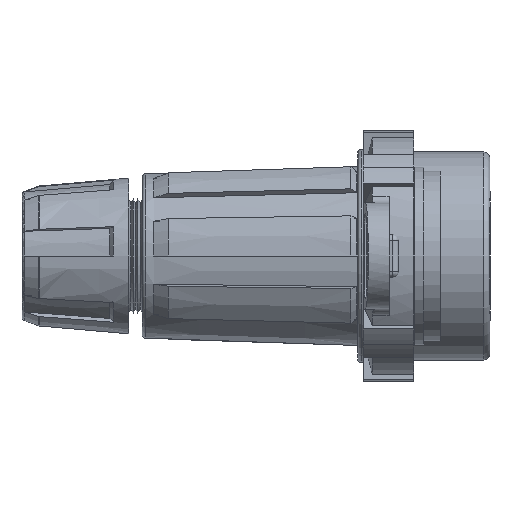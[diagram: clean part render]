
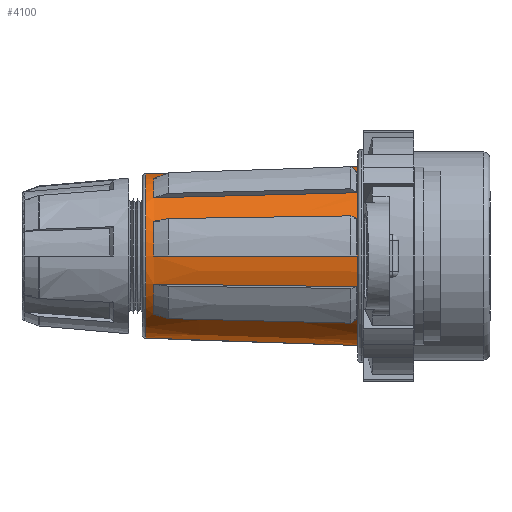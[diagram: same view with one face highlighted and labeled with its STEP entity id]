
A CAD part, left-side view. The second image highlights one B-rep face of the part: STEP entity #4100.
In plain terms, the highlighted conical face has half-angle 2 degrees and reference radius 19.939 mm.
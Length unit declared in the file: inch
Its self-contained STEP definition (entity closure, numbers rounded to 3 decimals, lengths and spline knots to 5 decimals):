
#28 = DIRECTION ( 'NONE',  ( 0., -1., 0. ) ) ;
#116 = ORIENTED_EDGE ( 'NONE', *, *, #7268, .T. ) ;
#303 = VERTEX_POINT ( 'NONE', #13487 ) ;
#525 = EDGE_CURVE ( 'NONE', #3115, #303, #6658, .T. ) ;
#839 = VERTEX_POINT ( 'NONE', #4447 ) ;
#876 = CARTESIAN_POINT ( 'NONE',  ( -0.51088, 2.95, -0.51088 ) ) ;
#951 = DIRECTION ( 'NONE',  ( 0., 1., 0. ) ) ;
#979 = EDGE_CURVE ( 'NONE', #13116, #12765, #4662, .T. ) ;
#1012 = CARTESIAN_POINT ( 'NONE',  ( -0.6548, 2.95, 0.30534 ) ) ;
#1059 = CARTESIAN_POINT ( 'NONE',  ( 0., 23.63946, 0. ) ) ;
#1177 = CARTESIAN_POINT ( 'NONE',  ( 0., 1.16829, 0. ) ) ;
#1236 = EDGE_CURVE ( 'NONE', #2597, #11121, #11626, .T. ) ;
#1401 = EDGE_CURVE ( 'NONE', #11412, #2479, #1825, .T. ) ;
#1682 = AXIS2_PLACEMENT_3D ( 'NONE', #1177, #8619, #2259 ) ;
#1743 = DIRECTION ( 'NONE',  ( 0.025, 0.999, 0.025 ) ) ;
#1757 = LINE ( 'NONE', #10115, #7397 ) ;
#1825 = CIRCLE ( 'NONE', #1682, 0.78471 ) ;
#1919 = CIRCLE ( 'NONE', #2277, 0.72249 ) ;
#2225 = VECTOR ( 'NONE', #2931, 39.37008 ) ;
#2259 = DIRECTION ( 'NONE',  ( 0.707, 0., 0.707 ) ) ;
#2277 = AXIS2_PLACEMENT_3D ( 'NONE', #6364, #28, #7441 ) ;
#2437 = ORIENTED_EDGE ( 'NONE', *, *, #1236, .F. ) ;
#2479 = VERTEX_POINT ( 'NONE', #8632 ) ;
#2597 = VERTEX_POINT ( 'NONE', #6781 ) ;
#2815 = CARTESIAN_POINT ( 'NONE',  ( -0.67892, 2.95, -0.24711 ) ) ;
#2931 = DIRECTION ( 'NONE',  ( 0.012, 0.999, -0.033 ) ) ;
#2994 = ORIENTED_EDGE ( 'NONE', *, *, #7373, .F. ) ;
#3077 = CARTESIAN_POINT ( 'NONE',  ( -0.72249, 2.95, 0. ) ) ;
#3115 = VERTEX_POINT ( 'NONE', #9911 ) ;
#3150 = DIRECTION ( 'NONE',  ( 0., 0., -1. ) ) ;
#3450 = EDGE_CURVE ( 'NONE', #5529, #9318, #13494, .T. ) ;
#3557 = AXIS2_PLACEMENT_3D ( 'NONE', #3580, #11016, #4648 ) ;
#3580 = CARTESIAN_POINT ( 'NONE',  ( 0., 2.95, 0. ) ) ;
#3743 = DIRECTION ( 'NONE',  ( 0., -0.999, 0.035 ) ) ;
#3751 = ORIENTED_EDGE ( 'NONE', *, *, #979, .F. ) ;
#3768 = ORIENTED_EDGE ( 'NONE', *, *, #7148, .F. ) ;
#3956 = VERTEX_POINT ( 'NONE', #876 ) ;
#4058 = DIRECTION ( 'NONE',  ( 0., 1., 0. ) ) ;
#4100 = ADVANCED_FACE ( 'NONE', ( #13204, #11054, #10376, #10714 ), #4403, .T. ) ;
#4107 = DIRECTION ( 'NONE',  ( 0., 1., 0. ) ) ;
#4128 = DIRECTION ( 'NONE',  ( 0., -1., 0. ) ) ;
#4197 = LINE ( 'NONE', #1059, #6990 ) ;
#4225 = CARTESIAN_POINT ( 'NONE',  ( 0., 2.95, 0. ) ) ;
#4275 = DIRECTION ( 'NONE',  ( 0., 0., 1. ) ) ;
#4392 = ORIENTED_EDGE ( 'NONE', *, *, #12740, .T. ) ;
#4403 = CONICAL_SURFACE ( 'NONE', #8990, 0.785, 0.035 ) ;
#4447 = CARTESIAN_POINT ( 'NONE',  ( -0.51088, 2.95, 0.51088 ) ) ;
#4648 = DIRECTION ( 'NONE',  ( -0.707, 0., -0.707 ) ) ;
#4662 = LINE ( 'NONE', #5796, #12806 ) ;
#4775 = CIRCLE ( 'NONE', #7656, 0.72249 ) ;
#4832 = ORIENTED_EDGE ( 'NONE', *, *, #4882, .F. ) ;
#4845 = ORIENTED_EDGE ( 'NONE', *, *, #13157, .F. ) ;
#4882 = EDGE_CURVE ( 'NONE', #7241, #6732, #4775, .T. ) ;
#5287 = DIRECTION ( 'NONE',  ( 0., 0., -1. ) ) ;
#5341 = CARTESIAN_POINT ( 'NONE',  ( -0.24711, 2.95, 0.67892 ) ) ;
#5388 = ORIENTED_EDGE ( 'NONE', *, *, #8545, .T. ) ;
#5392 = LINE ( 'NONE', #7603, #13530 ) ;
#5529 = VERTEX_POINT ( 'NONE', #11594 ) ;
#5763 = DIRECTION ( 'NONE',  ( 0.033, 0.999, 0.012 ) ) ;
#5796 = CARTESIAN_POINT ( 'NONE',  ( 0., 23.63946, 0. ) ) ;
#6133 = EDGE_CURVE ( 'NONE', #7801, #13116, #7049, .T. ) ;
#6197 = CARTESIAN_POINT ( 'NONE',  ( -0.55487, 1.16829, -0.55487 ) ) ;
#6243 = EDGE_CURVE ( 'NONE', #12765, #3956, #1919, .T. ) ;
#6291 = EDGE_LOOP ( 'NONE', ( #11213, #8078, #6362, #11522 ) ) ;
#6362 = ORIENTED_EDGE ( 'NONE', *, *, #3450, .T. ) ;
#6364 = CARTESIAN_POINT ( 'NONE',  ( 0., 2.95, 0. ) ) ;
#6658 = CIRCLE ( 'NONE', #10062, 0.72001 ) ;
#6660 = CARTESIAN_POINT ( 'NONE',  ( 0., 23.63946, 0. ) ) ;
#6732 = VERTEX_POINT ( 'NONE', #3077 ) ;
#6777 = EDGE_LOOP ( 'NONE', ( #3751, #7696, #4392, #12754 ) ) ;
#6781 = CARTESIAN_POINT ( 'NONE',  ( -0.78471, 1.16829, 0. ) ) ;
#6990 = VECTOR ( 'NONE', #11620, 39.37008 ) ;
#7049 = CIRCLE ( 'NONE', #8220, 0.78471 ) ;
#7148 = EDGE_CURVE ( 'NONE', #2479, #8390, #10348, .T. ) ;
#7151 = VECTOR ( 'NONE', #7745, 39.37008 ) ;
#7241 = VERTEX_POINT ( 'NONE', #1012 ) ;
#7268 = EDGE_CURVE ( 'NONE', #11412, #839, #4197, .T. ) ;
#7290 = CARTESIAN_POINT ( 'NONE',  ( 0., 1.16829, 0. ) ) ;
#7362 = VECTOR ( 'NONE', #1743, 39.37008 ) ;
#7373 = EDGE_CURVE ( 'NONE', #11121, #7241, #7505, .T. ) ;
#7397 = VECTOR ( 'NONE', #3743, 39.37008 ) ;
#7441 = DIRECTION ( 'NONE',  ( 0.707, 0., -0.707 ) ) ;
#7485 = CARTESIAN_POINT ( 'NONE',  ( -0.55487, 1.16829, 0.55487 ) ) ;
#7505 = LINE ( 'NONE', #6660, #7151 ) ;
#7603 = CARTESIAN_POINT ( 'NONE',  ( 0., 1.16, -0.785 ) ) ;
#7656 = AXIS2_PLACEMENT_3D ( 'NONE', #4225, #11646, #5287 ) ;
#7696 = ORIENTED_EDGE ( 'NONE', *, *, #6133, .F. ) ;
#7745 = DIRECTION ( 'NONE',  ( 0.032, 0.999, -0.015 ) ) ;
#7801 = VERTEX_POINT ( 'NONE', #6197 ) ;
#8078 = ORIENTED_EDGE ( 'NONE', *, *, #9986, .T. ) ;
#8106 = CARTESIAN_POINT ( 'NONE',  ( 0., 23.63946, 0. ) ) ;
#8220 = AXIS2_PLACEMENT_3D ( 'NONE', #10422, #4058, #11478 ) ;
#8294 = ORIENTED_EDGE ( 'NONE', *, *, #1401, .F. ) ;
#8361 = AXIS2_PLACEMENT_3D ( 'NONE', #7290, #951, #8379 ) ;
#8379 = DIRECTION ( 'NONE',  ( 0., 0., 1. ) ) ;
#8390 = VERTEX_POINT ( 'NONE', #5341 ) ;
#8428 = LINE ( 'NONE', #11946, #13740 ) ;
#8545 = EDGE_CURVE ( 'NONE', #2597, #6732, #8428, .T. ) ;
#8584 = AXIS2_PLACEMENT_3D ( 'NONE', #10455, #4107, #11524 ) ;
#8619 = DIRECTION ( 'NONE',  ( 0., 1., 0. ) ) ;
#8632 = CARTESIAN_POINT ( 'NONE',  ( -0.26839, 1.16829, 0.73739 ) ) ;
#8801 = CARTESIAN_POINT ( 'NONE',  ( -0.73739, 1.16829, -0.26839 ) ) ;
#8990 = AXIS2_PLACEMENT_3D ( 'NONE', #10662, #12809, #4275 ) ;
#9318 = VERTEX_POINT ( 'NONE', #9666 ) ;
#9666 = CARTESIAN_POINT ( 'NONE',  ( 0., 1.16, 0.785 ) ) ;
#9694 = CIRCLE ( 'NONE', #3557, 0.72249 ) ;
#9879 = LINE ( 'NONE', #8106, #7362 ) ;
#9911 = CARTESIAN_POINT ( 'NONE',  ( 0., 3.02105, 0.72001 ) ) ;
#9986 = EDGE_CURVE ( 'NONE', #303, #5529, #5392, .T. ) ;
#10062 = AXIS2_PLACEMENT_3D ( 'NONE', #11544, #4128, #3150 ) ;
#10115 = CARTESIAN_POINT ( 'NONE',  ( 0., 1.16, 0.785 ) ) ;
#10337 = CARTESIAN_POINT ( 'NONE',  ( 0., 23.63946, 0. ) ) ;
#10348 = LINE ( 'NONE', #10337, #2225 ) ;
#10376 = FACE_BOUND ( 'NONE', #12413, .T. ) ;
#10422 = CARTESIAN_POINT ( 'NONE',  ( 0., 1.16829, 0. ) ) ;
#10455 = CARTESIAN_POINT ( 'NONE',  ( 0., 1.16, 0. ) ) ;
#10662 = CARTESIAN_POINT ( 'NONE',  ( 0., 1.16, 0. ) ) ;
#10714 = FACE_OUTER_BOUND ( 'NONE', #6291, .T. ) ;
#10961 = CARTESIAN_POINT ( 'NONE',  ( -0.71119, 1.16829, 0.33163 ) ) ;
#11016 = DIRECTION ( 'NONE',  ( 0., -1., 0. ) ) ;
#11054 = FACE_BOUND ( 'NONE', #13197, .T. ) ;
#11121 = VERTEX_POINT ( 'NONE', #10961 ) ;
#11213 = ORIENTED_EDGE ( 'NONE', *, *, #525, .T. ) ;
#11412 = VERTEX_POINT ( 'NONE', #7485 ) ;
#11478 = DIRECTION ( 'NONE',  ( -0.707, 0., 0.707 ) ) ;
#11522 = ORIENTED_EDGE ( 'NONE', *, *, #12160, .F. ) ;
#11524 = DIRECTION ( 'NONE',  ( 0., 0., 1. ) ) ;
#11544 = CARTESIAN_POINT ( 'NONE',  ( 0., 3.02105, 0. ) ) ;
#11594 = CARTESIAN_POINT ( 'NONE',  ( 0., 1.16, -0.785 ) ) ;
#11620 = DIRECTION ( 'NONE',  ( 0.025, 0.999, -0.025 ) ) ;
#11626 = CIRCLE ( 'NONE', #8361, 0.78471 ) ;
#11646 = DIRECTION ( 'NONE',  ( 0., -1., 0. ) ) ;
#11946 = CARTESIAN_POINT ( 'NONE',  ( 0., 23.63946, 0. ) ) ;
#12160 = EDGE_CURVE ( 'NONE', #3115, #9318, #1757, .T. ) ;
#12413 = EDGE_LOOP ( 'NONE', ( #2994, #2437, #5388, #4832 ) ) ;
#12740 = EDGE_CURVE ( 'NONE', #7801, #3956, #9879, .T. ) ;
#12754 = ORIENTED_EDGE ( 'NONE', *, *, #6243, .F. ) ;
#12765 = VERTEX_POINT ( 'NONE', #2815 ) ;
#12806 = VECTOR ( 'NONE', #5763, 39.37008 ) ;
#12809 = DIRECTION ( 'NONE',  ( 0., -1., 0. ) ) ;
#12850 = DIRECTION ( 'NONE',  ( 0., -0.999, -0.035 ) ) ;
#13004 = DIRECTION ( 'NONE',  ( 0.035, 0.999, 0. ) ) ;
#13116 = VERTEX_POINT ( 'NONE', #8801 ) ;
#13157 = EDGE_CURVE ( 'NONE', #8390, #839, #9694, .T. ) ;
#13197 = EDGE_LOOP ( 'NONE', ( #3768, #8294, #116, #4845 ) ) ;
#13204 = FACE_BOUND ( 'NONE', #6777, .T. ) ;
#13487 = CARTESIAN_POINT ( 'NONE',  ( 0., 3.02105, -0.72001 ) ) ;
#13494 = CIRCLE ( 'NONE', #8584, 0.785 ) ;
#13530 = VECTOR ( 'NONE', #12850, 39.37008 ) ;
#13740 = VECTOR ( 'NONE', #13004, 39.37008 ) ;
